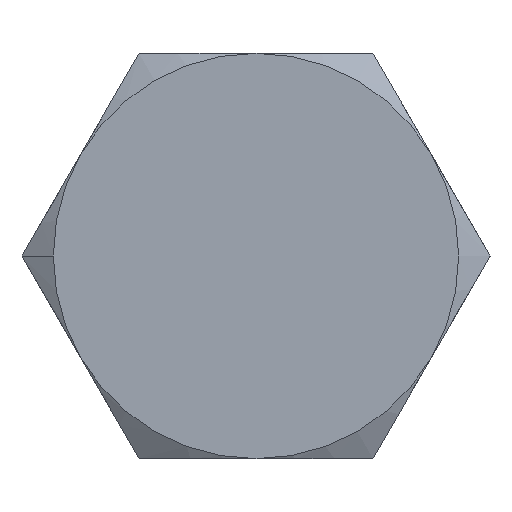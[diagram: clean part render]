
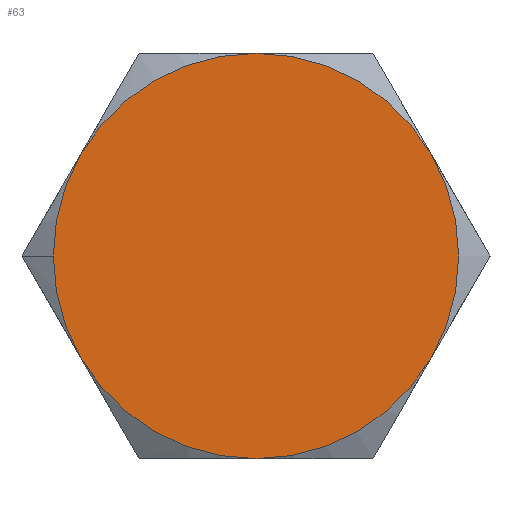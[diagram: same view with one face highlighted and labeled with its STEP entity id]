
A CAD part, left-side view. The second image highlights one B-rep face of the part: STEP entity #63.
In plain terms, the highlighted planar face has unit normal (-1, 0, 0).
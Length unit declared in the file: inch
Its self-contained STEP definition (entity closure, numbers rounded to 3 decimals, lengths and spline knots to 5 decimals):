
#44 = VERTEX_POINT ( 'NONE', #4449 ) ;
#45 = EDGE_CURVE ( 'NONE', #44, #66, #4448, .T. ) ;
#46 = EDGE_CURVE ( 'NONE', #59, #44, #4450, .T. ) ;
#58 = EDGE_CURVE ( 'NONE', #121, #59, #4494, .T. ) ;
#59 = VERTEX_POINT ( 'NONE', #4509 ) ;
#62 = ORIENTED_EDGE ( 'NONE', *, *, #110, .F. ) ;
#63 = ADVANCED_FACE ( 'NONE', ( #4523 ), #4495, .F. ) ;
#64 = VERTEX_POINT ( 'NONE', #4486 ) ;
#65 = EDGE_CURVE ( 'NONE', #122, #64, #4476, .T. ) ;
#66 = VERTEX_POINT ( 'NONE', #4482 ) ;
#69 = ORIENTED_EDGE ( 'NONE', *, *, #46, .F. ) ;
#107 = ORIENTED_EDGE ( 'NONE', *, *, #45, .F. ) ;
#108 = EDGE_LOOP ( 'NONE', ( #111, #62, #107, #69, #151, #113, #148 ) ) ;
#110 = EDGE_CURVE ( 'NONE', #66, #122, #4629, .T. ) ;
#111 = ORIENTED_EDGE ( 'NONE', *, *, #65, .F. ) ;
#112 = VERTEX_POINT ( 'NONE', #4642 ) ;
#113 = ORIENTED_EDGE ( 'NONE', *, *, #114, .F. ) ;
#114 = EDGE_CURVE ( 'NONE', #112, #121, #4634, .T. ) ;
#121 = VERTEX_POINT ( 'NONE', #4703 ) ;
#122 = VERTEX_POINT ( 'NONE', #4692 ) ;
#148 = ORIENTED_EDGE ( 'NONE', *, *, #149, .F. ) ;
#149 = EDGE_CURVE ( 'NONE', #64, #112, #4755, .T. ) ;
#151 = ORIENTED_EDGE ( 'NONE', *, *, #58, .F. ) ;
#4396 = AXIS2_PLACEMENT_3D ( 'NONE', #4399, #4421, #4420 ) ;
#4399 = CARTESIAN_POINT ( 'NONE',  ( 0., 0., 0. ) ) ;
#4416 = DIRECTION ( 'NONE',  ( 0., 1., 0. ) ) ;
#4419 = DIRECTION ( 'NONE',  ( 1., 0., 0. ) ) ;
#4420 = DIRECTION ( 'NONE',  ( 0., 0., -1. ) ) ;
#4421 = DIRECTION ( 'NONE',  ( 1., 0., 0. ) ) ;
#4447 = AXIS2_PLACEMENT_3D ( 'NONE', #4452, #4419, #4416 ) ;
#4448 = CIRCLE ( 'NONE', #4396, 0.375 ) ;
#4449 = CARTESIAN_POINT ( 'NONE',  ( 0., 0., 0.375 ) ) ;
#4450 = CIRCLE ( 'NONE', #4447, 0.375 ) ;
#4452 = CARTESIAN_POINT ( 'NONE',  ( 0., 0., 0. ) ) ;
#4472 = DIRECTION ( 'NONE',  ( 0., 0., -1. ) ) ;
#4473 = DIRECTION ( 'NONE',  ( 1., 0., 0. ) ) ;
#4474 = CARTESIAN_POINT ( 'NONE',  ( 0., 0., 0. ) ) ;
#4475 = AXIS2_PLACEMENT_3D ( 'NONE', #4474, #4473, #4472 ) ;
#4476 = CIRCLE ( 'NONE', #4475, 0.375 ) ;
#4479 = DIRECTION ( 'NONE',  ( 0., 0., -1. ) ) ;
#4480 = DIRECTION ( 'NONE',  ( 1., 0., 0. ) ) ;
#4481 = CARTESIAN_POINT ( 'NONE',  ( 0., 0.43301, 0. ) ) ;
#4482 = CARTESIAN_POINT ( 'NONE',  ( 0., -0.32476, 0.1875 ) ) ;
#4486 = CARTESIAN_POINT ( 'NONE',  ( 0., 0., -0.375 ) ) ;
#4487 = DIRECTION ( 'NONE',  ( 0., 1., 0. ) ) ;
#4488 = DIRECTION ( 'NONE',  ( 1., 0., 0. ) ) ;
#4489 = CARTESIAN_POINT ( 'NONE',  ( 0., 0., 0. ) ) ;
#4490 = AXIS2_PLACEMENT_3D ( 'NONE', #4489, #4488, #4487 ) ;
#4494 = CIRCLE ( 'NONE', #4490, 0.375 ) ;
#4495 = PLANE ( 'NONE',  #4520 ) ;
#4509 = CARTESIAN_POINT ( 'NONE',  ( 0., 0.32476, 0.1875 ) ) ;
#4520 = AXIS2_PLACEMENT_3D ( 'NONE', #4481, #4480, #4479 ) ;
#4523 = FACE_OUTER_BOUND ( 'NONE', #108, .T. ) ;
#4611 = DIRECTION ( 'NONE',  ( 0., 1., 0. ) ) ;
#4612 = DIRECTION ( 'NONE',  ( 1., 0., 0. ) ) ;
#4613 = CARTESIAN_POINT ( 'NONE',  ( 0., 0., 0. ) ) ;
#4614 = AXIS2_PLACEMENT_3D ( 'NONE', #4613, #4612, #4611 ) ;
#4629 = CIRCLE ( 'NONE', #4639, 0.375 ) ;
#4631 = DIRECTION ( 'NONE',  ( 0., 0., -1. ) ) ;
#4632 = DIRECTION ( 'NONE',  ( 1., 0., 0. ) ) ;
#4633 = CARTESIAN_POINT ( 'NONE',  ( 0., 0., 0. ) ) ;
#4634 = CIRCLE ( 'NONE', #4614, 0.375 ) ;
#4639 = AXIS2_PLACEMENT_3D ( 'NONE', #4633, #4632, #4631 ) ;
#4642 = CARTESIAN_POINT ( 'NONE',  ( 0., 0.32476, -0.1875 ) ) ;
#4692 = CARTESIAN_POINT ( 'NONE',  ( 0., -0.32476, -0.1875 ) ) ;
#4703 = CARTESIAN_POINT ( 'NONE',  ( 0., 0.375, 0. ) ) ;
#4751 = DIRECTION ( 'NONE',  ( 0., 1., 0. ) ) ;
#4752 = DIRECTION ( 'NONE',  ( 1., 0., 0. ) ) ;
#4753 = CARTESIAN_POINT ( 'NONE',  ( 0., 0., 0. ) ) ;
#4754 = AXIS2_PLACEMENT_3D ( 'NONE', #4753, #4752, #4751 ) ;
#4755 = CIRCLE ( 'NONE', #4754, 0.375 ) ;
